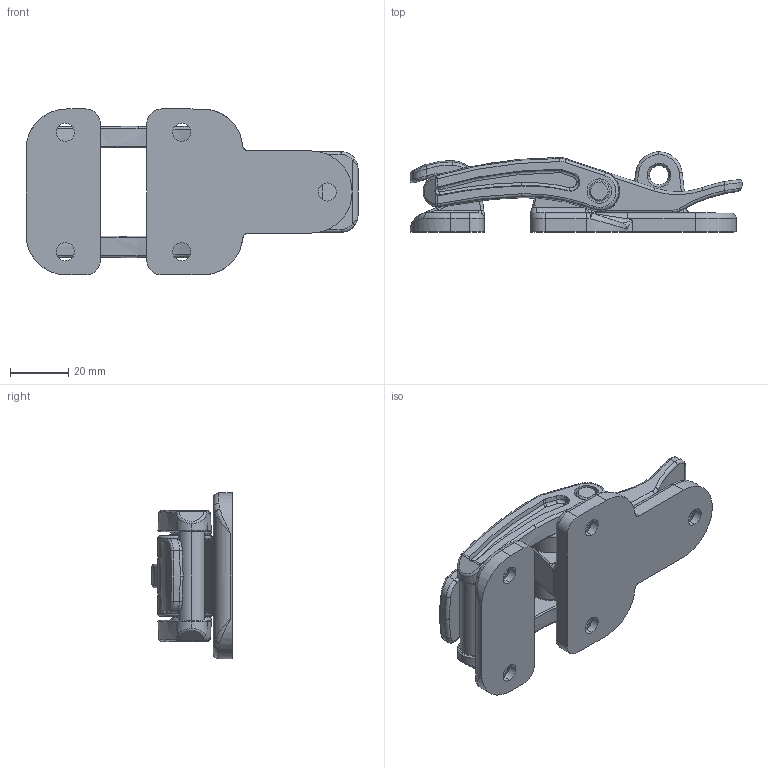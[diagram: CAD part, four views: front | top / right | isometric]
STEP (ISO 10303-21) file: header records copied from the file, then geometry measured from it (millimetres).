
FILE_DESCRIPTION (( 'STEP AP203' ), '1' );
FILE_NAME ('sone3D.STEP', '2013-05-23T02:14:05', ( '' ), ( '' ), 'SwSTEP 2.0', 'SolidWorks 2012', '' );
FILE_SCHEMA (( 'CONFIG_CONTROL_DESIGN' ));
Length unit declared in the file: millimetre
Products named in the file (8): sone3D; C-1297-A-1_3受座__C-1297-A-1_3台座（M6用皿穴）; C-1297-A-3僴儞僪儖_; C-1297-A-3僋儕僢僾_; C-1297-1億儕儚僢僔儍乕_; C-1297-1ƒnƒ“ƒhƒ‹ƒVƒƒƒtƒg_; C-1297-1僋儕僢僾僔儍僼僩_; C-1297-A-1_3台座__C-1297-A-1_3（M6用皿穴）
Assembly tree (10 placements, depth 2):
  sone3D
    C-1297-A-1_3台座__C-1297-A-1_3（M6用皿穴）
    C-1297-1僋儕僢僾僔儍僼僩_
    C-1297-1ƒnƒ“ƒhƒ‹ƒVƒƒƒtƒg_
    C-1297-1億儕儚僢僔儍乕_  x4
    C-1297-A-3僋儕僢僾_
    C-1297-A-3僴儞僪儖_
    C-1297-A-1_3受座__C-1297-A-1_3台座（M6用皿穴）
Bounding box: 114 x 27.5 x 57 mm (x, y, z)
Volume: 61974.4 mm3; surface area: 29067 mm2
Topology: 10 solids, 10 shells, 461 faces, 1144 edges, 691 vertices
Faces by surface type: cylinder 177, bspline 108, plane 86, torus 42, cone 40, sphere 8
Entity records: 21627 total; most frequent: CARTESIAN_POINT 10952, ORIENTED_EDGE 2180, DIRECTION 1921, EDGE_CURVE 1090, AXIS2_PLACEMENT_3D 792, VERTEX_POINT 667, EDGE_LOOP 479, CIRCLE 444
